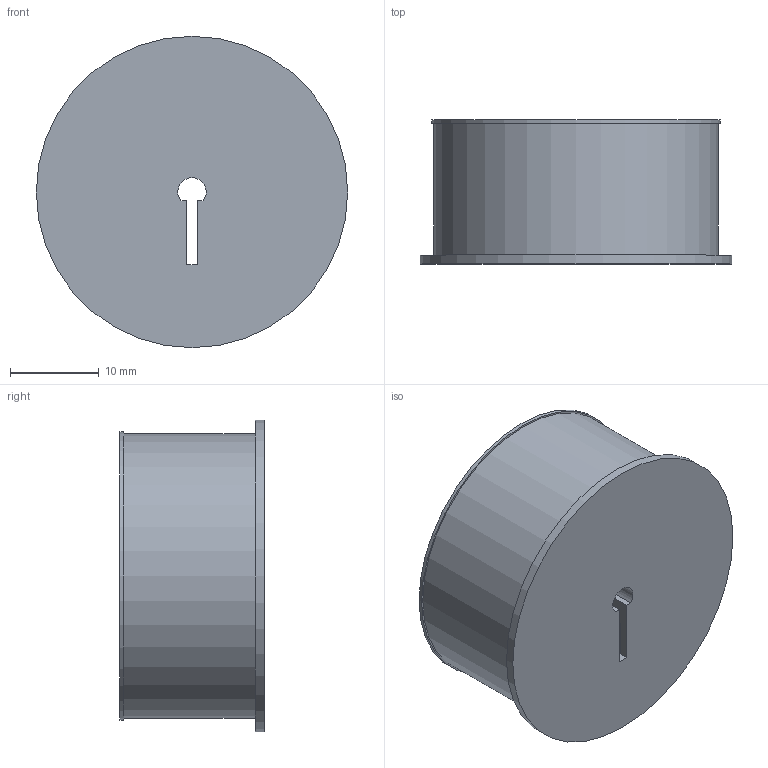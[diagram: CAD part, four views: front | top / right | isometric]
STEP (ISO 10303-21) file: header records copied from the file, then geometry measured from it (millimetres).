
FILE_DESCRIPTION(('FreeCAD Model'),'2;1');
FILE_NAME('Open CASCADE Shape Model','2025-09-24T12:13:06',('Author'),( ''),'Open CASCADE STEP processor 7.8','FreeCAD','Unknown');
FILE_SCHEMA(('AUTOMOTIVE_DESIGN { 1 0 10303 214 1 1 1 1 }'));
Length unit declared in the file: millimetre
Products named in the file (1): Rim
Bounding box: 35 x 16.2 x 35 mm (x, y, z)
Volume: 3472.6 mm3; surface area: 5302.8 mm2
Topology: 1 solids, 1 shells, 17 faces, 38 edges, 26 vertices
Faces by surface type: plane 11, cylinder 6
Full cylindrical faces by diameter (mm): 29 x1, 32 x1, 32.4 x1, 35 x1
Entity records: 507 total; most frequent: DIRECTION 87, CARTESIAN_POINT 83, ORIENTED_EDGE 76, EDGE_CURVE 38, AXIS2_PLACEMENT_3D 32, VERTEX_POINT 26, LINE 23, VECTOR 23
